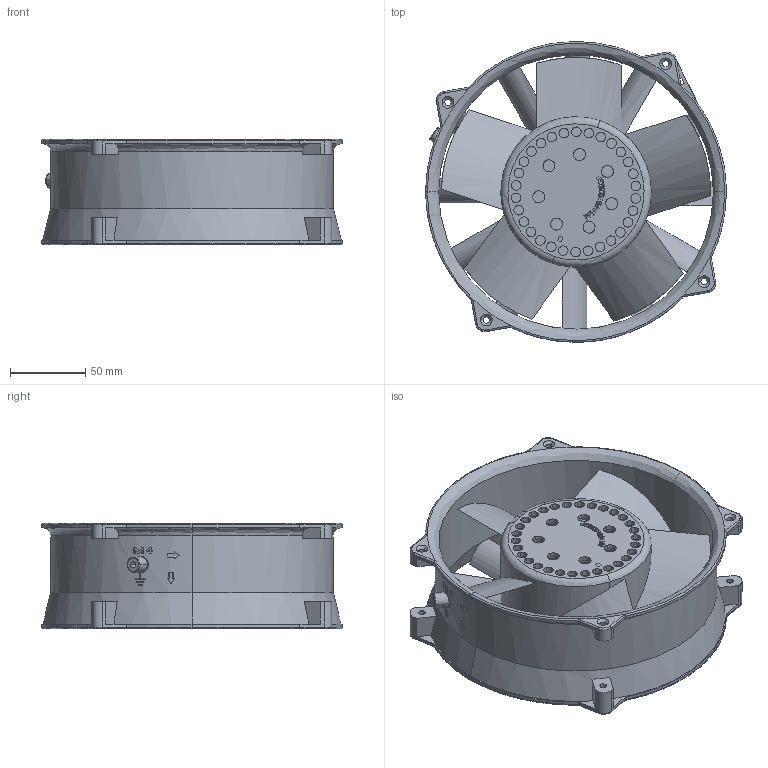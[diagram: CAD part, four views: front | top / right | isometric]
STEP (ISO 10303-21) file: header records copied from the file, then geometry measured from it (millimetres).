
FILE_DESCRIPTION (( 'STEP AP203' ), '1' );
FILE_NAME ('(DUMMY)THD20.STEP', '2016-11-28T07:41:41', ( 'Delta' ), ( '' ), 'SwSTEP 2.0', 'SolidWorks 2011', '' );
FILE_SCHEMA (( 'CONFIG_CONTROL_DESIGN' ));
Length unit declared in the file: millimetre
Products named in the file (3): (DUMMY)THD20; (DUMMY)4103146200; (DUMMY)4101313800
Assembly tree (2 placements, depth 2):
  (DUMMY)THD20
    (DUMMY)4103146200
    (DUMMY)4101313800
Bounding box: 200 x 199.97 x 70 mm (x, y, z)
Volume: 705362 mm3; surface area: 215389.8 mm2
Topology: 8 solids, 17 shells, 1076 faces, 2823 edges, 1862 vertices
Faces by surface type: plane 522, cylinder 271, bspline 234, cone 39, torus 10
Entity records: 47130 total; most frequent: CARTESIAN_POINT 21847, ORIENTED_EDGE 5640, DIRECTION 4383, EDGE_CURVE 2820, VERTEX_POINT 1862, VECTOR 1539, LINE 1539, AXIS2_PLACEMENT_3D 1422
